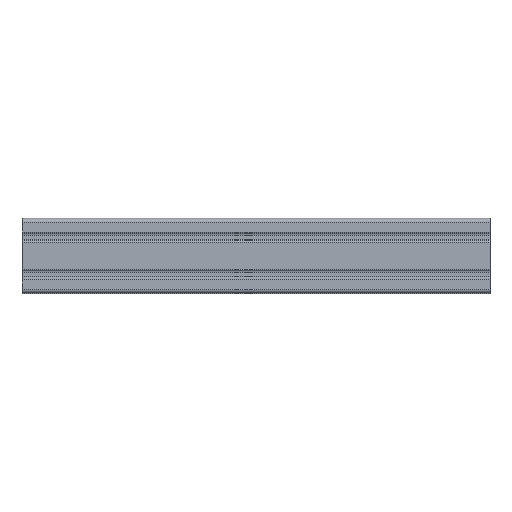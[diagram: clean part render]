
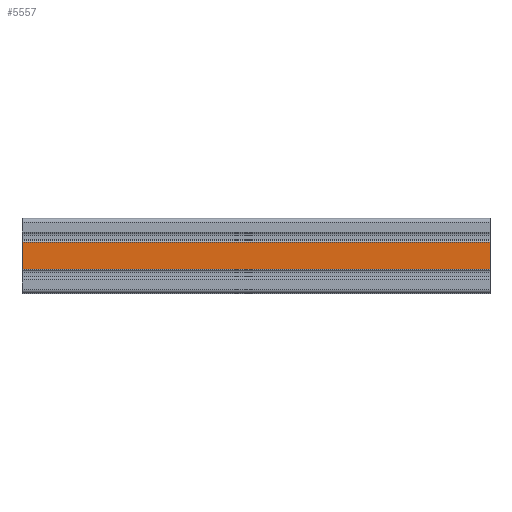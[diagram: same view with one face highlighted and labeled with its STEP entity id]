
A CAD part, top view. The second image highlights one B-rep face of the part: STEP entity #5557.
In plain terms, the highlighted planar face has unit normal (0, 0, 1).
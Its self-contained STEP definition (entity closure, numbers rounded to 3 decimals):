
#352 = DIRECTION ( 'NONE',  ( 0., 0., -1. ) ) ;
#408 = DIRECTION ( 'NONE',  ( -1., 0., 0. ) ) ;
#974 = VERTEX_POINT ( 'NONE', #6026 ) ;
#1188 = DIRECTION ( 'NONE',  ( -1., 0., 0. ) ) ;
#1284 = CARTESIAN_POINT ( 'NONE',  ( 500., 14.5, 3080. ) ) ;
#1404 = EDGE_CURVE ( 'NONE', #2838, #7818, #5958, .T. ) ;
#1653 = VECTOR ( 'NONE', #10466, 1000. ) ;
#1739 = DIRECTION ( 'NONE',  ( -1., 0., 0. ) ) ;
#2015 = VECTOR ( 'NONE', #1739, 1000. ) ;
#2104 = LINE ( 'NONE', #3750, #1653 ) ;
#2279 = CARTESIAN_POINT ( 'NONE',  ( 0., -14.5, 3080. ) ) ;
#2838 = VERTEX_POINT ( 'NONE', #5637 ) ;
#2862 = CARTESIAN_POINT ( 'NONE',  ( 0., 14.5, 3080. ) ) ;
#3463 = DIRECTION ( 'NONE',  ( 0., -1., 0. ) ) ;
#3589 = CARTESIAN_POINT ( 'NONE',  ( 500., 14.5, 3080. ) ) ;
#3715 = ORIENTED_EDGE ( 'NONE', *, *, #6943, .F. ) ;
#3750 = CARTESIAN_POINT ( 'NONE',  ( 500., 14.5, 3080. ) ) ;
#4039 = ORIENTED_EDGE ( 'NONE', *, *, #6525, .T. ) ;
#5237 = LINE ( 'NONE', #3589, #9263 ) ;
#5557 = ADVANCED_FACE ( 'NONE', ( #7896 ), #9700, .F. ) ;
#5575 = VERTEX_POINT ( 'NONE', #1284 ) ;
#5637 = CARTESIAN_POINT ( 'NONE',  ( 500., -14.5, 3080. ) ) ;
#5958 = LINE ( 'NONE', #9388, #2015 ) ;
#6026 = CARTESIAN_POINT ( 'NONE',  ( 0., 14.5, 3080. ) ) ;
#6213 = CARTESIAN_POINT ( 'NONE',  ( 500., 14.5, 3080. ) ) ;
#6525 = EDGE_CURVE ( 'NONE', #974, #7818, #10124, .T. ) ;
#6730 = VECTOR ( 'NONE', #3463, 1000. ) ;
#6943 = EDGE_CURVE ( 'NONE', #5575, #2838, #2104, .T. ) ;
#7376 = ORIENTED_EDGE ( 'NONE', *, *, #1404, .F. ) ;
#7818 = VERTEX_POINT ( 'NONE', #2279 ) ;
#7896 = FACE_OUTER_BOUND ( 'NONE', #8104, .T. ) ;
#8027 = EDGE_CURVE ( 'NONE', #5575, #974, #5237, .T. ) ;
#8104 = EDGE_LOOP ( 'NONE', ( #4039, #7376, #3715, #8338 ) ) ;
#8338 = ORIENTED_EDGE ( 'NONE', *, *, #8027, .T. ) ;
#9263 = VECTOR ( 'NONE', #1188, 1000. ) ;
#9388 = CARTESIAN_POINT ( 'NONE',  ( 500., -14.5, 3080. ) ) ;
#9700 = PLANE ( 'NONE',  #10120 ) ;
#10120 = AXIS2_PLACEMENT_3D ( 'NONE', #6213, #352, #408 ) ;
#10124 = LINE ( 'NONE', #2862, #6730 ) ;
#10466 = DIRECTION ( 'NONE',  ( 0., -1., 0. ) ) ;
